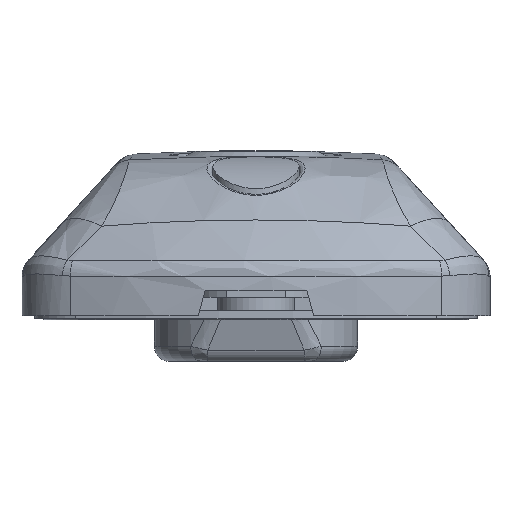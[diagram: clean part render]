
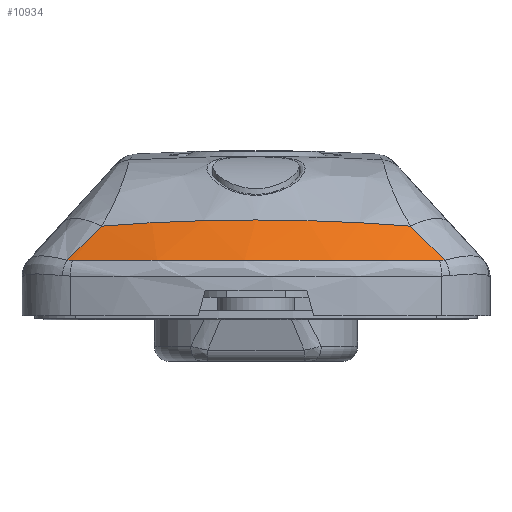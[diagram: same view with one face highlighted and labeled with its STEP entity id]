
A CAD part, front view. The second image highlights one B-rep face of the part: STEP entity #10934.
In plain terms, the highlighted free-form (B-spline) face has degree [3, 1] with [4, 2] control points.
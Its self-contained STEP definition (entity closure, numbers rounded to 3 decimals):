
#137 = CARTESIAN_POINT ( 'NONE',  ( 37.193, -44.62, 10.938 ) ) ;
#373 = CARTESIAN_POINT ( 'NONE',  ( -30.412, -41.471, 17.594 ) ) ;
#1014 = CARTESIAN_POINT ( 'NONE',  ( 36.829, -44.811, 10.884 ) ) ;
#1020 = B_SPLINE_CURVE_WITH_KNOTS ( 'NONE', 3,
 ( #2763, #7888, #1014, #19562 ),
 .UNSPECIFIED., .F., .F.,
 ( 4, 4 ),
 ( 0., 0.001 ),
 .UNSPECIFIED. ) ;
#1322 = CARTESIAN_POINT ( 'NONE',  ( 10.234, -44.882, 18.706 ) ) ;
#1699 = CARTESIAN_POINT ( 'NONE',  ( -12.325, -51.118, 10.891 ) ) ;
#2762 = CARTESIAN_POINT ( 'NONE',  ( 36.067, -45.129, 10.859 ) ) ;
#2763 = CARTESIAN_POINT ( 'NONE',  ( 36.067, -45.129, 10.859 ) ) ;
#2921 = CARTESIAN_POINT ( 'NONE',  ( -55., -11.343, 39.5 ) ) ;
#3087 = CARTESIAN_POINT ( 'NONE',  ( -37.193, -44.62, 10.938 ) ) ;
#3176 = CARTESIAN_POINT ( 'NONE',  ( 24.278, -48.9, 10.88 ) ) ;
#3216 = CARTESIAN_POINT ( 'NONE',  ( 55., -39.028, 6.507 ) ) ;
#3330 = CARTESIAN_POINT ( 'NONE',  ( -7.73, -51.544, 10.893 ) ) ;
#3453 = CARTESIAN_POINT ( 'NONE',  ( -25.465, -42.712, 17.998 ) ) ;
#3531 = B_SPLINE_CURVE_WITH_KNOTS ( 'NONE', 3,
 ( #18338, #20182, #5116, #10157, #1699, #3330, #8151, #6597, #13472, #6517, #20107, #9932, #10013, #21807, #3176, #5050, #16791, #16934, #15089, #21878 ),
 .UNSPECIFIED., .F., .F.,
 ( 4, 2, 2, 2, 2, 2, 2, 2, 2, 4 ),
 ( 0., 0.018, 0.028, 0.032, 0.034, 0.037, 0.055, 0.064, 0.069, 0.073 ),
 .UNSPECIFIED. ) ;
#4154 = VERTEX_POINT ( 'NONE', #20891 ) ;
#4190 = ORIENTED_EDGE ( 'NONE', *, *, #18449, .T. ) ;
#4249 = ORIENTED_EDGE ( 'NONE', *, *, #10639, .T. ) ;
#4871 = CARTESIAN_POINT ( 'NONE',  ( -20.597, -34., 39.5 ) ) ;
#5032 = CARTESIAN_POINT ( 'NONE',  ( -30.412, -41.471, 17.594 ) ) ;
#5050 = CARTESIAN_POINT ( 'NONE',  ( 28.738, -47.642, 10.873 ) ) ;
#5116 = CARTESIAN_POINT ( 'NONE',  ( -24.378, -49.018, 10.88 ) ) ;
#5244 = ORIENTED_EDGE ( 'NONE', *, *, #18289, .T. ) ;
#5375 = CARTESIAN_POINT ( 'NONE',  ( -36.454, -44.98, 10.858 ) ) ;
#5615 = EDGE_CURVE ( 'NONE', #11158, #6051, #6913, .T. ) ;
#5886 = EDGE_LOOP ( 'NONE', ( #4190, #13471, #5244, #15014, #4249, #6918 ) ) ;
#6051 = VERTEX_POINT ( 'NONE', #7862 ) ;
#6087 = B_SPLINE_CURVE_WITH_KNOTS ( 'NONE', 3,
 ( #137, #13469, #10082, #8362 ),
 .UNSPECIFIED., .F., .F.,
 ( 4, 4 ),
 ( 0.167, 1. ),
 .UNSPECIFIED. ) ;
#6517 = CARTESIAN_POINT ( 'NONE',  ( -1.551, -51.821, 10.894 ) ) ;
#6550 = CARTESIAN_POINT ( 'NONE',  ( -36.829, -44.811, 10.884 ) ) ;
#6597 = CARTESIAN_POINT ( 'NONE',  ( -3.873, -51.758, 10.894 ) ) ;
#6913 = B_SPLINE_CURVE_WITH_KNOTS ( 'NONE', 3,
 ( #13790, #6550, #5375, #18880 ),
 .UNSPECIFIED., .F., .F.,
 ( 4, 4 ),
 ( 0., 0.001 ),
 .UNSPECIFIED. ) ;
#6918 = ORIENTED_EDGE ( 'NONE', *, *, #8166, .T. ) ;
#6942 = CARTESIAN_POINT ( 'NONE',  ( -10.305, -44.799, 18.679 ) ) ;
#7211 = VERTEX_POINT ( 'NONE', #7963 ) ;
#7860 = VERTEX_POINT ( 'NONE', #373 ) ;
#7862 = CARTESIAN_POINT ( 'NONE',  ( -36.067, -45.129, 10.859 ) ) ;
#7888 = CARTESIAN_POINT ( 'NONE',  ( 36.454, -44.98, 10.858 ) ) ;
#7963 = CARTESIAN_POINT ( 'NONE',  ( 30.413, -41.471, 17.594 ) ) ;
#8151 = CARTESIAN_POINT ( 'NONE',  ( -6.192, -51.651, 10.893 ) ) ;
#8166 = EDGE_CURVE ( 'NONE', #7211, #7860, #10312, .T. ) ;
#8362 = CARTESIAN_POINT ( 'NONE',  ( 30.413, -41.471, 17.594 ) ) ;
#8710 = CARTESIAN_POINT ( 'NONE',  ( -5.173, -45.092, 18.775 ) ) ;
#8809 = CARTESIAN_POINT ( 'NONE',  ( -37.193, -44.62, 10.938 ) ) ;
#9914 = CARTESIAN_POINT ( 'NONE',  ( 17.843, -43.957, 18.404 ) ) ;
#9932 = CARTESIAN_POINT ( 'NONE',  ( 6.159, -51.831, 10.894 ) ) ;
#10013 = CARTESIAN_POINT ( 'NONE',  ( 12.253, -51.268, 10.891 ) ) ;
#10082 = CARTESIAN_POINT ( 'NONE',  ( 32.789, -42.669, 15.263 ) ) ;
#10157 = CARTESIAN_POINT ( 'NONE',  ( -15.359, -50.696, 10.889 ) ) ;
#10312 = B_SPLINE_CURVE_WITH_KNOTS ( 'NONE', 3,
 ( #13379, #19950, #14853, #18397, #9914, #1322, #17127, #16915, #13808, #8710, #21937, #6942, #13600, #11781, #3453, #5032 ),
 .UNSPECIFIED., .F., .F.,
 ( 4, 2, 2, 2, 2, 2, 2, 4 ),
 ( 0.009, 0.017, 0.025, 0.04, 0.044, 0.048, 0.056, 0.071 ),
 .UNSPECIFIED. ) ;
#10362 = CARTESIAN_POINT ( 'NONE',  ( -35.049, -43.712, 13.044 ) ) ;
#10639 = EDGE_CURVE ( 'NONE', #4154, #7211, #6087, .T. ) ;
#10934 = ADVANCED_FACE ( 'NONE', ( #11334 ), #19296, .F. ) ;
#11158 = VERTEX_POINT ( 'NONE', #3087 ) ;
#11334 = FACE_OUTER_BOUND ( 'NONE', #5886, .T. ) ;
#11781 = CARTESIAN_POINT ( 'NONE',  ( -20.456, -43.636, 18.299 ) ) ;
#12034 = CARTESIAN_POINT ( 'NONE',  ( -30.412, -41.471, 17.594 ) ) ;
#12386 = B_SPLINE_CURVE_WITH_KNOTS ( 'NONE', 3,
 ( #12034, #18998, #10362, #8809 ),
 .UNSPECIFIED., .F., .F.,
 ( 4, 4 ),
 ( 0., 0.833 ),
 .UNSPECIFIED. ) ;
#13222 = CARTESIAN_POINT ( 'NONE',  ( 20.597, -61.685, 6.507 ) ) ;
#13366 = CARTESIAN_POINT ( 'NONE',  ( 55., -11.343, 39.5 ) ) ;
#13379 = CARTESIAN_POINT ( 'NONE',  ( 30.413, -41.471, 17.594 ) ) ;
#13469 = CARTESIAN_POINT ( 'NONE',  ( 35.049, -43.712, 13.044 ) ) ;
#13471 = ORIENTED_EDGE ( 'NONE', *, *, #5615, .T. ) ;
#13472 = CARTESIAN_POINT ( 'NONE',  ( -3.098, -51.785, 10.894 ) ) ;
#13600 = CARTESIAN_POINT ( 'NONE',  ( -12.854, -44.565, 18.603 ) ) ;
#13790 = CARTESIAN_POINT ( 'NONE',  ( -37.193, -44.62, 10.938 ) ) ;
#13808 = CARTESIAN_POINT ( 'NONE',  ( -2.594, -45.17, 18.801 ) ) ;
#14853 = CARTESIAN_POINT ( 'NONE',  ( 25.406, -42.642, 17.975 ) ) ;
#15014 = ORIENTED_EDGE ( 'NONE', *, *, #20170, .T. ) ;
#15089 = CARTESIAN_POINT ( 'NONE',  ( 34.621, -45.686, 10.862 ) ) ;
#15851 = VERTEX_POINT ( 'NONE', #2762 ) ;
#16791 = CARTESIAN_POINT ( 'NONE',  ( 30.222, -47.187, 10.87 ) ) ;
#16915 = CARTESIAN_POINT ( 'NONE',  ( -1.305, -45.19, 18.807 ) ) ;
#16934 = CARTESIAN_POINT ( 'NONE',  ( 33.162, -46.209, 10.865 ) ) ;
#17127 = CARTESIAN_POINT ( 'NONE',  ( 5.126, -45.191, 18.808 ) ) ;
#18289 = EDGE_CURVE ( 'NONE', #6051, #15851, #3531, .T. ) ;
#18338 = CARTESIAN_POINT ( 'NONE',  ( -36.067, -45.129, 10.859 ) ) ;
#18397 = CARTESIAN_POINT ( 'NONE',  ( 20.37, -43.572, 18.278 ) ) ;
#18449 = EDGE_CURVE ( 'NONE', #7860, #11158, #12386, .T. ) ;
#18532 = CARTESIAN_POINT ( 'NONE',  ( -55., -39.028, 6.507 ) ) ;
#18880 = CARTESIAN_POINT ( 'NONE',  ( -36.067, -45.129, 10.859 ) ) ;
#18998 = CARTESIAN_POINT ( 'NONE',  ( -32.789, -42.669, 15.263 ) ) ;
#19296 =( BOUNDED_SURFACE ( )  B_SPLINE_SURFACE ( 3, 1, ( 
 ( #3216, #13366 ),
 ( #13222, #20077 ),
 ( #21849, #4871 ),
 ( #18532, #2921 ) ),
 .UNSPECIFIED., .F., .F., .F. ) 
 B_SPLINE_SURFACE_WITH_KNOTS ( ( 4, 4 ),
 ( 2, 2 ),
 ( 0., 1. ),
 ( 0., 1. ),
 .UNSPECIFIED. ) 
 GEOMETRIC_REPRESENTATION_ITEM ( )  RATIONAL_B_SPLINE_SURFACE ( (
 ( 1., 1.),
 ( 0.89, 0.89),
 ( 0.89, 0.89),
 ( 1., 1.) ) ) 
 REPRESENTATION_ITEM ( '' )  SURFACE ( )  );
#19562 = CARTESIAN_POINT ( 'NONE',  ( 37.193, -44.62, 10.938 ) ) ;
#19950 = CARTESIAN_POINT ( 'NONE',  ( 27.916, -42.097, 17.798 ) ) ;
#20077 = CARTESIAN_POINT ( 'NONE',  ( 20.597, -34., 39.5 ) ) ;
#20107 = CARTESIAN_POINT ( 'NONE',  ( -0.779, -51.83, 10.894 ) ) ;
#20170 = EDGE_CURVE ( 'NONE', #15851, #4154, #1020, .T. ) ;
#20182 = CARTESIAN_POINT ( 'NONE',  ( -30.281, -47.356, 10.872 ) ) ;
#20891 = CARTESIAN_POINT ( 'NONE',  ( 37.193, -44.62, 10.938 ) ) ;
#21807 = CARTESIAN_POINT ( 'NONE',  ( 21.285, -49.596, 10.883 ) ) ;
#21849 = CARTESIAN_POINT ( 'NONE',  ( -20.597, -61.685, 6.507 ) ) ;
#21878 = CARTESIAN_POINT ( 'NONE',  ( 36.067, -45.129, 10.859 ) ) ;
#21937 = CARTESIAN_POINT ( 'NONE',  ( -6.459, -45.033, 18.756 ) ) ;
